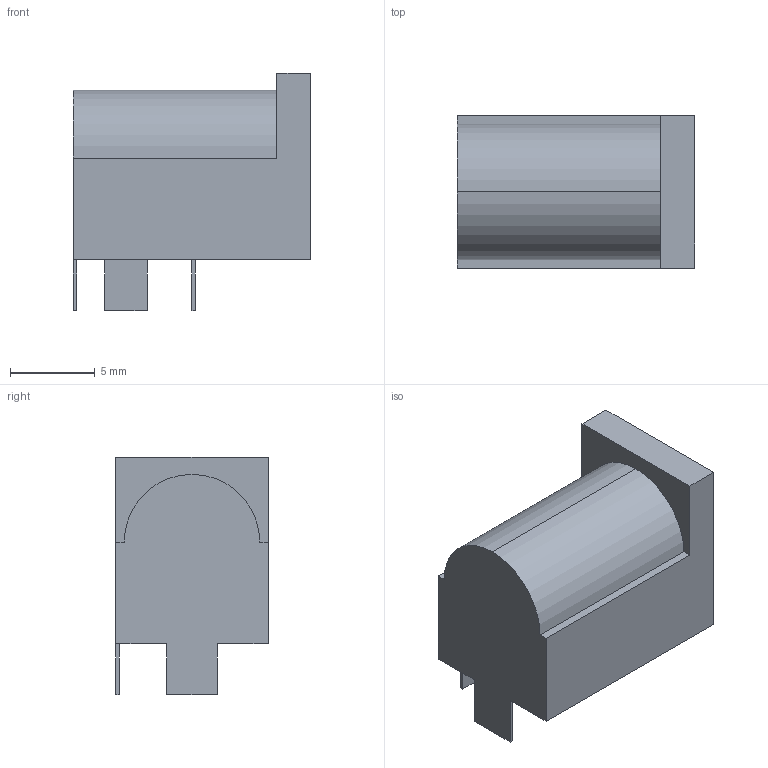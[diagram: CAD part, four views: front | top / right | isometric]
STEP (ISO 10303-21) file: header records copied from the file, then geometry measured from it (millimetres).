
FILE_DESCRIPTION (( 'STEP AP214' ), '1' );
FILE_NAME ('power.STEP', '2011-08-14T14:18:56', ( '微软用户' ), ( '微软中国' ), 'SwSTEP 2.0', 'SolidWorks 2011', '' );
FILE_SCHEMA (( 'AUTOMOTIVE_DESIGN' ));
Length unit declared in the file: millimetre
Products named in the file (1): power
Bounding box: 14 x 9 x 14 mm (x, y, z)
Volume: 934.1 mm3; surface area: 921.6 mm2
Topology: 1 solids, 1 shells, 30 faces, 75 edges, 50 vertices
Faces by surface type: plane 24, cylinder 6
Entity records: 1057 total; most frequent: CARTESIAN_POINT 156, ORIENTED_EDGE 150, DIRECTION 149, EDGE_CURVE 75, LINE 63, VECTOR 63, VERTEX_POINT 50, AXIS2_PLACEMENT_3D 43
